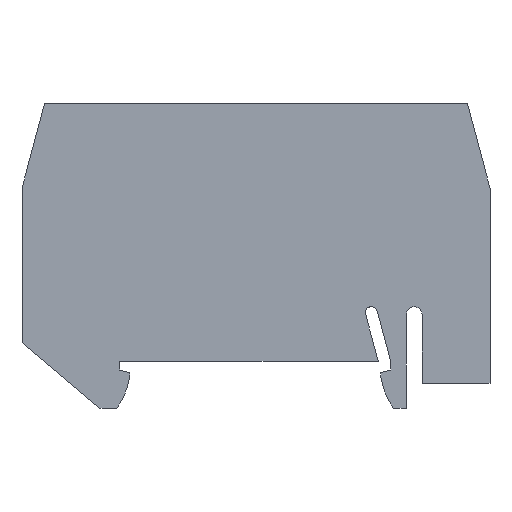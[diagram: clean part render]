
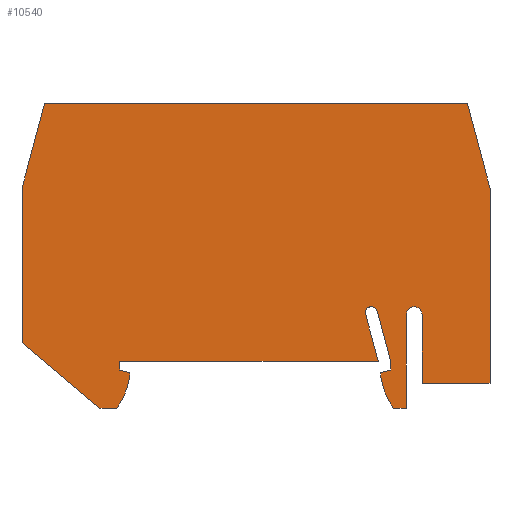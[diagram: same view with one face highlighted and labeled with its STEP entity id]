
A CAD part, left-side view. The second image highlights one B-rep face of the part: STEP entity #10540.
In plain terms, the highlighted face is planar.
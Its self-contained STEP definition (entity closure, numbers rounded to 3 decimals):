
#200=CARTESIAN_POINT('',(0.428,-16.2,0.));
#210=VERTEX_POINT('',#200);
#240=CARTESIAN_POINT('',(0.,-16.2,0.));
#250=DIRECTION('',(-1.,0.,0.));
#260=VECTOR('',#250,1.);
#270=LINE('',#240,#260);
#280=CARTESIAN_POINT('',(-1.741,-16.2,0.));
#290=VERTEX_POINT('',#280);
#300=EDGE_CURVE('',#210,#290,#270,.T.);
#590=CARTESIAN_POINT('',(-2.1,-11.3,0.));
#600=VERTEX_POINT('',#590);
#630=CARTESIAN_POINT('',(-2.1,0.,0.));
#640=DIRECTION('',(0.,1.,0.));
#650=VECTOR('',#640,1.);
#660=LINE('',#630,#650);
#670=CARTESIAN_POINT('',(-2.1,-10.2,0.));
#680=VERTEX_POINT('',#670);
#690=EDGE_CURVE('',#600,#680,#660,.T.);
#1010=CARTESIAN_POINT('',(5.994,-10.685,0.));
#1020=DIRECTION('',(0.,0.,-1.));
#1030=DIRECTION('',(-1.,0.,0.));
#1040=AXIS2_PLACEMENT_3D('',#1010,#1020,#1030);
#1050=CIRCLE('',#1040,9.5);
#1060=CARTESIAN_POINT('',(-3.4,-12.1,0.));
#1070=VERTEX_POINT('',#1060);
#1080=EDGE_CURVE('',#290,#1070,#1050,.T.);
#1490=CARTESIAN_POINT('',(-3.4,0.,0.));
#1500=DIRECTION('',(0.,1.,0.));
#1510=VECTOR('',#1500,1.);
#1520=LINE('',#1490,#1510);
#1530=CARTESIAN_POINT('',(-3.4,-11.648,0.));
#1540=VERTEX_POINT('',#1530);
#1550=EDGE_CURVE('',#1070,#1540,#1520,.T.);
#3730=CARTESIAN_POINT('',(-38.8,0.,0.));
#3740=DIRECTION('',(0.,1.,0.));
#3750=VECTOR('',#3740,1.);
#3760=LINE('',#3730,#3750);
#3770=CARTESIAN_POINT('',(-38.8,-16.2,0.));
#3780=VERTEX_POINT('',#3770);
#3790=CARTESIAN_POINT('',(-38.8,-4.2,0.));
#3800=VERTEX_POINT('',#3790);
#3810=EDGE_CURVE('',#3780,#3800,#3760,.T.);
#4160=CARTESIAN_POINT('',(-49.5,11.998,0.));
#4170=VERTEX_POINT('',#4160);
#4200=CARTESIAN_POINT('',(-52.715,0.,0.));
#4210=DIRECTION('',(0.259,0.966,0.));
#4220=VECTOR('',#4210,1.);
#4230=LINE('',#4200,#4220);
#4240=CARTESIAN_POINT('',(-46.606,22.8,0.));
#4250=VERTEX_POINT('',#4240);
#4260=EDGE_CURVE('',#4170,#4250,#4230,.T.);
#4490=CARTESIAN_POINT('',(0.,-16.2,0.));
#4500=DIRECTION('',(-1.,0.,0.));
#4510=VECTOR('',#4500,1.);
#4520=LINE('',#4490,#4510);
#4530=CARTESIAN_POINT('',(-37.159,-16.2,0.));
#4540=VERTEX_POINT('',#4530);
#4550=EDGE_CURVE('',#4540,#3780,#4520,.T.);
#4810=CARTESIAN_POINT('',(0.,22.8,0.));
#4820=DIRECTION('',(1.,0.,0.));
#4830=VECTOR('',#4820,1.);
#4840=LINE('',#4810,#4830);
#4850=CARTESIAN_POINT('',(7.506,22.8,0.));
#4860=VERTEX_POINT('',#4850);
#4870=EDGE_CURVE('',#4250,#4860,#4840,.T.);
#5170=CARTESIAN_POINT('',(-35.5,-12.1,0.));
#5180=VERTEX_POINT('',#5170);
#5210=CARTESIAN_POINT('',(-44.894,-10.685,0.));
#5220=DIRECTION('',(0.,0.,1.));
#5230=DIRECTION('',(1.,0.,0.));
#5240=AXIS2_PLACEMENT_3D('',#5210,#5220,#5230);
#5250=CIRCLE('',#5240,9.5);
#5260=EDGE_CURVE('',#4540,#5180,#5250,.T.);
#5490=CARTESIAN_POINT('',(-35.5,-11.648,0.));
#5500=VERTEX_POINT('',#5490);
#5530=CARTESIAN_POINT('',(-35.5,0.,0.));
#5540=DIRECTION('',(0.,-1.,0.));
#5550=VECTOR('',#5540,1.);
#5560=LINE('',#5530,#5550);
#5570=EDGE_CURVE('',#5500,#5180,#5560,.T.);
#5800=CARTESIAN_POINT('',(-36.8,-11.3,0.));
#5810=VERTEX_POINT('',#5800);
#5840=CARTESIAN_POINT('',(0.,-21.161,0.));
#5850=DIRECTION('',(0.966,-0.259,0.));
#5860=VECTOR('',#5850,1.);
#5870=LINE('',#5840,#5860);
#5880=EDGE_CURVE('',#5810,#5500,#5870,.T.);
#6110=CARTESIAN_POINT('',(-36.8,-10.2,0.));
#6120=VERTEX_POINT('',#6110);
#6150=CARTESIAN_POINT('',(-36.8,0.,0.));
#6160=DIRECTION('',(0.,-1.,0.));
#6170=VECTOR('',#6160,1.);
#6180=LINE('',#6150,#6170);
#6190=EDGE_CURVE('',#6120,#5810,#6180,.T.);
#6420=CARTESIAN_POINT('',(-35.083,-3.793,0.));
#6430=VERTEX_POINT('',#6420);
#6460=CARTESIAN_POINT('',(-34.067,0.,0.));
#6470=DIRECTION('',(-0.259,-0.966,0.));
#6480=VECTOR('',#6470,1.);
#6490=LINE('',#6460,#6480);
#6500=EDGE_CURVE('',#6430,#6120,#6490,.T.);
#6730=CARTESIAN_POINT('',(-34.103,-3.227,0.));
#6740=VERTEX_POINT('',#6730);
#6770=CARTESIAN_POINT('',(-34.31,-4.,0.));
#6780=DIRECTION('',(0.,0.,1.));
#6790=DIRECTION('',(1.,0.,0.));
#6800=AXIS2_PLACEMENT_3D('',#6770,#6780,#6790);
#6810=CIRCLE('',#6800,0.8);
#6820=EDGE_CURVE('',#6740,#6430,#6810,.T.);
#7010=CARTESIAN_POINT('',(13.615,0.,0.));
#7020=DIRECTION('',(0.259,-0.966,0.));
#7030=VECTOR('',#7020,1.);
#7040=LINE('',#7010,#7030);
#7050=CARTESIAN_POINT('',(10.4,11.998,0.));
#7060=VERTEX_POINT('',#7050);
#7070=EDGE_CURVE('',#4860,#7060,#7040,.T.);
#7360=CARTESIAN_POINT('',(-34.06,-3.239,0.));
#7370=VERTEX_POINT('',#7360);
#7400=CARTESIAN_POINT('',(0.,-12.365,0.));
#7410=DIRECTION('',(-0.966,0.259,0.));
#7420=VECTOR('',#7410,1.);
#7430=LINE('',#7400,#7420);
#7440=EDGE_CURVE('',#7370,#6740,#7430,.T.);
#7670=CARTESIAN_POINT('',(-33.565,-4.096,0.));
#7680=VERTEX_POINT('',#7670);
#7710=CARTESIAN_POINT('',(-34.241,-3.915,0.));
#7720=DIRECTION('',(0.,0.,1.));
#7730=DIRECTION('',(1.,0.,0.));
#7740=AXIS2_PLACEMENT_3D('',#7710,#7720,#7730);
#7750=CIRCLE('',#7740,0.7);
#7760=EDGE_CURVE('',#7680,#7370,#7750,.T.);
#7930=CARTESIAN_POINT('',(-32.467,0.,0.));
#7940=DIRECTION('',(0.259,0.966,0.));
#7950=VECTOR('',#7940,1.);
#7960=LINE('',#7930,#7950);
#7970=CARTESIAN_POINT('',(-35.2,-10.2,0.));
#7980=VERTEX_POINT('',#7970);
#7990=EDGE_CURVE('',#7980,#7680,#7960,.T.);
#8280=CARTESIAN_POINT('',(-40.8,-13.,0.));
#8290=VERTEX_POINT('',#8280);
#8370=CARTESIAN_POINT('',(-40.8,-4.2,0.));
#8380=VERTEX_POINT('',#8370);
#8410=CARTESIAN_POINT('',(-40.8,0.,0.));
#8420=DIRECTION('',(0.,-1.,0.));
#8430=VECTOR('',#8420,1.);
#8440=LINE('',#8410,#8430);
#8450=EDGE_CURVE('',#8380,#8290,#8440,.T.);
#8620=CARTESIAN_POINT('',(0.,-13.,0.));
#8630=DIRECTION('',(-1.,0.,0.));
#8640=VECTOR('',#8630,1.);
#8650=LINE('',#8620,#8640);
#8660=CARTESIAN_POINT('',(-49.5,-13.,0.));
#8670=VERTEX_POINT('',#8660);
#8680=EDGE_CURVE('',#8290,#8670,#8650,.T.);
#8960=CARTESIAN_POINT('',(0.,-10.2,0.));
#8970=DIRECTION('',(1.,0.,0.));
#8980=VECTOR('',#8970,1.);
#8990=LINE('',#8960,#8980);
#9000=EDGE_CURVE('',#7980,#680,#8990,.T.);
#9180=CARTESIAN_POINT('',(10.4,0.,0.));
#9190=DIRECTION('',(0.,-1.,0.));
#9200=VECTOR('',#9190,1.);
#9210=LINE('',#9180,#9200);
#9220=CARTESIAN_POINT('',(10.4,-7.832,0.));
#9230=VERTEX_POINT('',#9220);
#9240=EDGE_CURVE('',#7060,#9230,#9210,.T.);
#9490=CARTESIAN_POINT('',(-49.5,0.,0.));
#9500=DIRECTION('',(0.,1.,0.));
#9510=VECTOR('',#9500,1.);
#9520=LINE('',#9490,#9510);
#9530=EDGE_CURVE('',#8670,#4170,#9520,.T.);
#9730=CARTESIAN_POINT('',(0.,-16.559,0.));
#9740=DIRECTION('',(0.766,0.643,0.));
#9750=VECTOR('',#9740,1.);
#9760=LINE('',#9730,#9750);
#9770=EDGE_CURVE('',#210,#9230,#9760,.T.);
#9990=CARTESIAN_POINT('',(-39.8,-4.2,0.));
#10000=DIRECTION('',(0.,0.,1.));
#10010=DIRECTION('',(1.,0.,0.));
#10020=AXIS2_PLACEMENT_3D('',#9990,#10000,#10010);
#10030=CIRCLE('',#10020,1.);
#10040=EDGE_CURVE('',#3800,#8380,#10030,.T.);
#10160=CARTESIAN_POINT('',(8.785,-8.42,0.));
#10170=DIRECTION('',(0.,0.,1.));
#10180=DIRECTION('',(1.,0.,0.));
#10190=AXIS2_PLACEMENT_3D('',#10160,#10170,#10180);
#10200=PLANE('',#10190);
#10210=ORIENTED_EDGE('',*,*,#7070,.T.);
#10220=ORIENTED_EDGE('',*,*,#4870,.T.);
#10230=ORIENTED_EDGE('',*,*,#4260,.T.);
#10240=ORIENTED_EDGE('',*,*,#9530,.T.);
#10250=ORIENTED_EDGE('',*,*,#8680,.T.);
#10260=ORIENTED_EDGE('',*,*,#8450,.T.);
#10270=ORIENTED_EDGE('',*,*,#10040,.T.);
#10280=ORIENTED_EDGE('',*,*,#3810,.T.);
#10290=ORIENTED_EDGE('',*,*,#4550,.T.);
#10300=ORIENTED_EDGE('',*,*,#5260,.F.);
#10310=ORIENTED_EDGE('',*,*,#5570,.T.);
#10320=ORIENTED_EDGE('',*,*,#5880,.T.);
#10330=ORIENTED_EDGE('',*,*,#6190,.T.);
#10340=ORIENTED_EDGE('',*,*,#6500,.T.);
#10350=ORIENTED_EDGE('',*,*,#6820,.T.);
#10360=ORIENTED_EDGE('',*,*,#7440,.T.);
#10370=ORIENTED_EDGE('',*,*,#7760,.T.);
#10380=ORIENTED_EDGE('',*,*,#7990,.T.);
#10390=ORIENTED_EDGE('',*,*,#9000,.F.);
#10400=ORIENTED_EDGE('',*,*,#690,.T.);
#10410=CARTESIAN_POINT('',(0.,-10.737,0.));
#10420=DIRECTION('',(0.966,0.259,0.));
#10430=VECTOR('',#10420,1.);
#10440=LINE('',#10410,#10430);
#10450=EDGE_CURVE('',#1540,#600,#10440,.T.);
#10460=ORIENTED_EDGE('',*,*,#10450,.T.);
#10470=ORIENTED_EDGE('',*,*,#1550,.T.);
#10480=ORIENTED_EDGE('',*,*,#1080,.T.);
#10490=ORIENTED_EDGE('',*,*,#300,.T.);
#10500=ORIENTED_EDGE('',*,*,#9770,.F.);
#10510=ORIENTED_EDGE('',*,*,#9240,.T.);
#10520=EDGE_LOOP('',(#10510,#10500,#10490,#10480,#10470,#10460,#10400,
#10390,#10380,#10370,#10360,#10350,#10340,#10330,#10320,#10310,#10300,
#10290,#10280,#10270,#10260,#10250,#10240,#10230,#10220,#10210));
#10530=FACE_OUTER_BOUND('',#10520,.T.);
#10540=ADVANCED_FACE('',(#10530),#10200,.F.);
